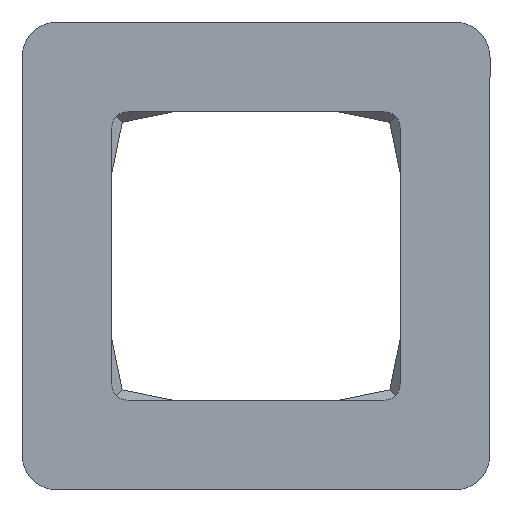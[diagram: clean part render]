
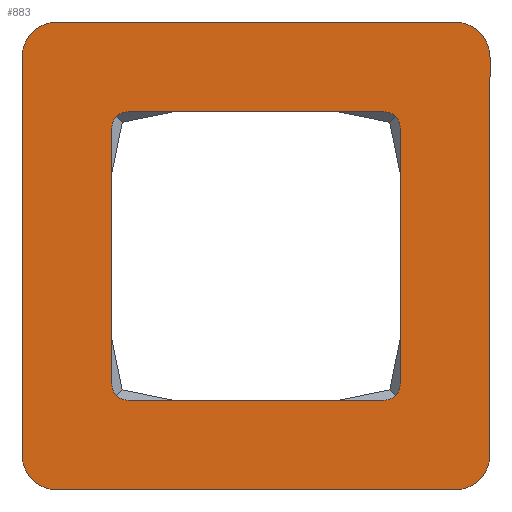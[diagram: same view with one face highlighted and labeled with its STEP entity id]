
A CAD part, front view. The second image highlights one B-rep face of the part: STEP entity #883.
In plain terms, the highlighted planar face has unit normal (0, -1, 0).
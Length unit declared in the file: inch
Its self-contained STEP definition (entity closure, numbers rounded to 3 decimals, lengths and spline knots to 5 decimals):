
#52=FACE_BOUND('',#147,.T.);
#59=PLANE('',#956);
#96=FACE_OUTER_BOUND('',#146,.T.);
#146=EDGE_LOOP('',(#629,#630,#631,#632,#633,#634,#635,#636));
#147=EDGE_LOOP('',(#637,#638,#639,#640,#641,#642,#643,#644));
#193=LINE('',#1323,#265);
#199=LINE('',#1338,#271);
#201=LINE('',#1347,#273);
#206=LINE('',#1359,#278);
#207=LINE('',#1363,#279);
#208=LINE('',#1367,#280);
#209=LINE('',#1371,#281);
#210=LINE('',#1375,#282);
#265=VECTOR('',#1052,0.3937);
#271=VECTOR('',#1066,0.3937);
#273=VECTOR('',#1076,0.3937);
#278=VECTOR('',#1089,0.3937);
#279=VECTOR('',#1092,0.3937);
#280=VECTOR('',#1095,0.3937);
#281=VECTOR('',#1098,0.3937);
#282=VECTOR('',#1101,0.3937);
#335=CIRCLE('',#941,0.03);
#337=CIRCLE('',#945,0.03);
#339=CIRCLE('',#949,0.03);
#341=CIRCLE('',#953,0.03);
#343=CIRCLE('',#957,0.065);
#344=CIRCLE('',#958,0.065);
#345=CIRCLE('',#959,0.065);
#346=CIRCLE('',#960,0.065);
#374=VERTEX_POINT('',#1313);
#375=VERTEX_POINT('',#1314);
#378=VERTEX_POINT('',#1322);
#380=VERTEX_POINT('',#1328);
#381=VERTEX_POINT('',#1329);
#384=VERTEX_POINT('',#1340);
#386=VERTEX_POINT('',#1346);
#388=VERTEX_POINT('',#1352);
#390=VERTEX_POINT('',#1361);
#391=VERTEX_POINT('',#1362);
#392=VERTEX_POINT('',#1364);
#393=VERTEX_POINT('',#1366);
#394=VERTEX_POINT('',#1368);
#395=VERTEX_POINT('',#1370);
#396=VERTEX_POINT('',#1372);
#397=VERTEX_POINT('',#1374);
#462=EDGE_CURVE('',#374,#375,#335,.T.);
#466=EDGE_CURVE('',#378,#375,#193,.T.);
#469=EDGE_CURVE('',#380,#381,#337,.T.);
#474=EDGE_CURVE('',#374,#381,#199,.T.);
#475=EDGE_CURVE('',#378,#384,#339,.T.);
#478=EDGE_CURVE('',#386,#384,#201,.T.);
#481=EDGE_CURVE('',#386,#388,#341,.T.);
#485=EDGE_CURVE('',#380,#388,#206,.T.);
#486=EDGE_CURVE('',#390,#391,#207,.T.);
#487=EDGE_CURVE('',#392,#390,#343,.T.);
#488=EDGE_CURVE('',#393,#392,#208,.T.);
#489=EDGE_CURVE('',#394,#393,#344,.T.);
#490=EDGE_CURVE('',#395,#394,#209,.T.);
#491=EDGE_CURVE('',#396,#395,#345,.T.);
#492=EDGE_CURVE('',#397,#396,#210,.T.);
#493=EDGE_CURVE('',#391,#397,#346,.T.);
#629=ORIENTED_EDGE('',*,*,#486,.F.);
#630=ORIENTED_EDGE('',*,*,#487,.F.);
#631=ORIENTED_EDGE('',*,*,#488,.F.);
#632=ORIENTED_EDGE('',*,*,#489,.F.);
#633=ORIENTED_EDGE('',*,*,#490,.F.);
#634=ORIENTED_EDGE('',*,*,#491,.F.);
#635=ORIENTED_EDGE('',*,*,#492,.F.);
#636=ORIENTED_EDGE('',*,*,#493,.F.);
#637=ORIENTED_EDGE('',*,*,#466,.T.);
#638=ORIENTED_EDGE('',*,*,#462,.F.);
#639=ORIENTED_EDGE('',*,*,#474,.T.);
#640=ORIENTED_EDGE('',*,*,#469,.F.);
#641=ORIENTED_EDGE('',*,*,#485,.T.);
#642=ORIENTED_EDGE('',*,*,#481,.F.);
#643=ORIENTED_EDGE('',*,*,#478,.T.);
#644=ORIENTED_EDGE('',*,*,#475,.F.);
#883=ADVANCED_FACE('',(#96,#52),#59,.F.);
#941=AXIS2_PLACEMENT_3D('',#1315,#1044,#1045);
#945=AXIS2_PLACEMENT_3D('',#1330,#1057,#1058);
#949=AXIS2_PLACEMENT_3D('',#1341,#1069,#1070);
#953=AXIS2_PLACEMENT_3D('',#1353,#1081,#1082);
#956=AXIS2_PLACEMENT_3D('',#1360,#1090,#1091);
#957=AXIS2_PLACEMENT_3D('',#1365,#1093,#1094);
#958=AXIS2_PLACEMENT_3D('',#1369,#1096,#1097);
#959=AXIS2_PLACEMENT_3D('',#1373,#1099,#1100);
#960=AXIS2_PLACEMENT_3D('',#1376,#1102,#1103);
#1044=DIRECTION('center_axis',(0.,-1.,0.));
#1045=DIRECTION('ref_axis',(0.707,0.,-0.707));
#1052=DIRECTION('',(0.,0.,-1.));
#1057=DIRECTION('center_axis',(0.,-1.,0.));
#1058=DIRECTION('ref_axis',(-0.707,0.,-0.707));
#1066=DIRECTION('',(-1.,0.,0.));
#1069=DIRECTION('center_axis',(0.,-1.,0.));
#1070=DIRECTION('ref_axis',(0.707,0.,0.707));
#1076=DIRECTION('',(1.,0.,0.));
#1081=DIRECTION('center_axis',(0.,-1.,0.));
#1082=DIRECTION('ref_axis',(-0.707,0.,0.707));
#1089=DIRECTION('',(0.,0.,1.));
#1090=DIRECTION('center_axis',(0.,1.,0.));
#1091=DIRECTION('ref_axis',(0.,0.,1.));
#1092=DIRECTION('',(0.,0.,-1.));
#1093=DIRECTION('center_axis',(0.,1.,0.));
#1094=DIRECTION('ref_axis',(0.707,0.,0.707));
#1095=DIRECTION('',(1.,0.,0.));
#1096=DIRECTION('center_axis',(0.,1.,0.));
#1097=DIRECTION('ref_axis',(-0.707,0.,0.707));
#1098=DIRECTION('',(0.,0.,1.));
#1099=DIRECTION('center_axis',(0.,1.,0.));
#1100=DIRECTION('ref_axis',(-0.707,0.,-0.707));
#1101=DIRECTION('',(-1.,0.,0.));
#1102=DIRECTION('center_axis',(0.,1.,0.));
#1103=DIRECTION('ref_axis',(0.707,0.,-0.707));
#1313=CARTESIAN_POINT('',(0.23515,-0.28826,-0.26566));
#1314=CARTESIAN_POINT('',(0.26515,-0.28826,-0.23566));
#1315=CARTESIAN_POINT('Origin',(0.23515,-0.28826,-0.23566));
#1322=CARTESIAN_POINT('',(0.26515,-0.28826,0.23434));
#1323=CARTESIAN_POINT('',(0.26515,-0.28826,0.13184));
#1328=CARTESIAN_POINT('',(-0.26485,-0.28826,-0.23566));
#1329=CARTESIAN_POINT('',(-0.23485,-0.28826,-0.26566));
#1330=CARTESIAN_POINT('Origin',(-0.23485,-0.28826,-0.23566));
#1338=CARTESIAN_POINT('',(0.13265,-0.28826,-0.26566));
#1340=CARTESIAN_POINT('',(0.23515,-0.28826,0.26434));
#1341=CARTESIAN_POINT('Origin',(0.23515,-0.28826,0.23434));
#1346=CARTESIAN_POINT('',(-0.23485,-0.28826,0.26434));
#1347=CARTESIAN_POINT('',(-0.13235,-0.28826,0.26434));
#1352=CARTESIAN_POINT('',(-0.26485,-0.28826,0.23434));
#1353=CARTESIAN_POINT('Origin',(-0.23485,-0.28826,0.23434));
#1359=CARTESIAN_POINT('',(-0.26485,-0.28826,-0.13316));
#1360=CARTESIAN_POINT('Origin',(0.00015,-0.28826,
-0.00066));
#1361=CARTESIAN_POINT('',(0.43015,-0.28826,0.36434));
#1362=CARTESIAN_POINT('',(0.43015,-0.28826,-0.36566));
#1363=CARTESIAN_POINT('',(0.43015,-0.28826,0.21434));
#1364=CARTESIAN_POINT('',(0.36515,-0.28826,0.42934));
#1365=CARTESIAN_POINT('Origin',(0.36515,-0.28826,0.36434));
#1366=CARTESIAN_POINT('',(-0.36485,-0.28826,0.42934));
#1367=CARTESIAN_POINT('',(-0.21485,-0.28826,0.42934));
#1368=CARTESIAN_POINT('',(-0.42985,-0.28826,0.36434));
#1369=CARTESIAN_POINT('Origin',(-0.36485,-0.28826,0.36434));
#1370=CARTESIAN_POINT('',(-0.42985,-0.28826,-0.36566));
#1371=CARTESIAN_POINT('',(-0.42985,-0.28826,-0.21566));
#1372=CARTESIAN_POINT('',(-0.36485,-0.28826,-0.43066));
#1373=CARTESIAN_POINT('Origin',(-0.36485,-0.28826,-0.36566));
#1374=CARTESIAN_POINT('',(0.36515,-0.28826,-0.43066));
#1375=CARTESIAN_POINT('',(0.21515,-0.28826,-0.43066));
#1376=CARTESIAN_POINT('Origin',(0.36515,-0.28826,-0.36566));
